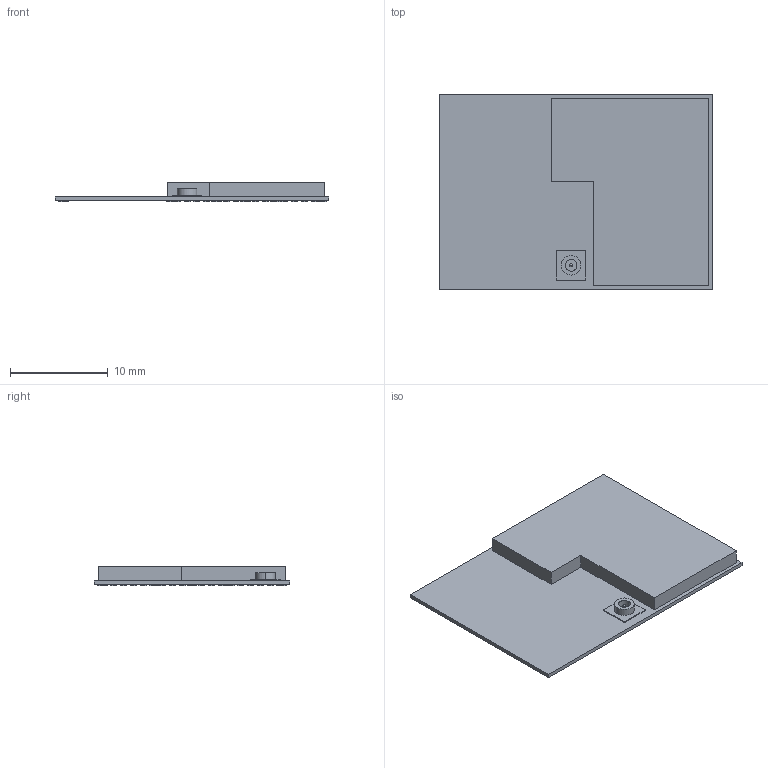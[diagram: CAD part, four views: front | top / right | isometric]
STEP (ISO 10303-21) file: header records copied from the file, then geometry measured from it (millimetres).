
FILE_DESCRIPTION (( 'STEP AP214' ), '1' );
FILE_NAME ('WM-N-BM-14.STEP', '2015-08-25T18:51:00', ( '' ), ( '' ), 'SwSTEP 2.0', 'SolidWorks 2014', '' );
FILE_SCHEMA (( 'AUTOMOTIVE_DESIGN' ));
Length unit declared in the file: millimetre
Products named in the file (1): WM-N-BM-14
Bounding box: 28 x 20 x 2 mm (x, y, z)
Volume: 624.4 mm3; surface area: 1295.8 mm2
Topology: 1 solids, 1 shells, 403 faces, 966 edges, 643 vertices
Faces by surface type: plane 395, cylinder 6, sphere 2
Entity records: 11687 total; most frequent: CARTESIAN_POINT 2007, ORIENTED_EDGE 1924, DIRECTION 1784, EDGE_CURVE 962, VECTOR 948, LINE 948, VERTEX_POINT 641, EDGE_LOOP 483
